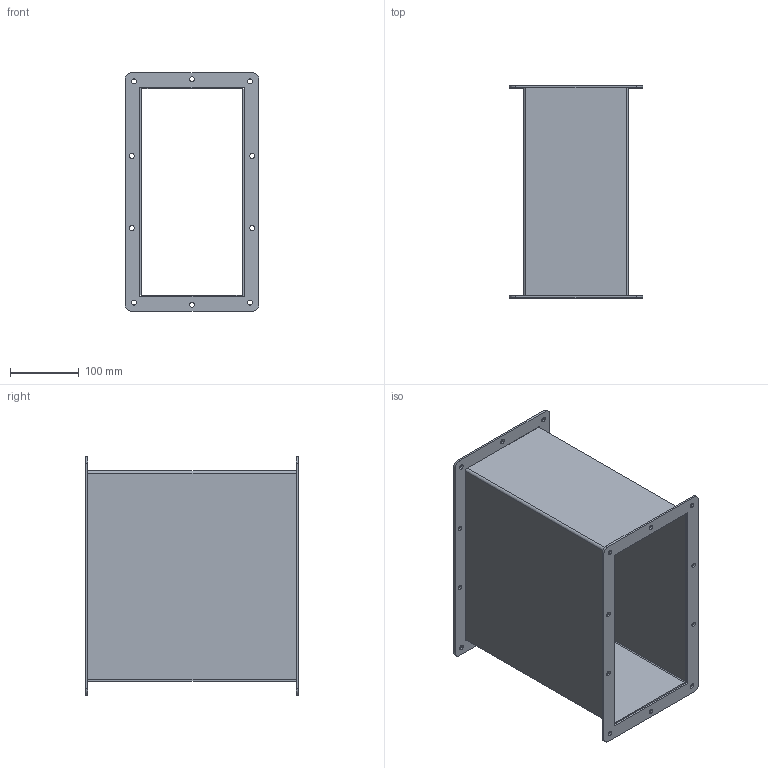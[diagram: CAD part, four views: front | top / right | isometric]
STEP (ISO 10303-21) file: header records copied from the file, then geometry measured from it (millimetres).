
FILE_DESCRIPTION (( 'STEP AP203' ), '1' );
FILE_NAME ('1485FW2.step', '2020-11-19T14:46:11', ( 'ADC123' ), ( 'Microsoft' ), 'SwSTEP 2.0', 'SolidWorks 2019', '' );
FILE_SCHEMA (( 'CONFIG_CONTROL_DESIGN' ));
Length unit declared in the file: inch
Products named in the file (1): 1485FW2
Bounding box: 193.68 x 307.98 x 346.07 mm (x, y, z)
Volume: 785563 mm3; surface area: 646018.3 mm2
Topology: 4 solids, 4 shells, 68 faces, 180 edges, 120 vertices
Faces by surface type: plane 36, cylinder 32
Full cylindrical faces by diameter (mm): 7.137 x20
Entity records: 2189 total; most frequent: DIRECTION 362, CARTESIAN_POINT 349, ORIENTED_EDGE 320, EDGE_CURVE 160, AXIS2_PLACEMENT_3D 133, EDGE_LOOP 132, VERTEX_POINT 120, VECTOR 96
